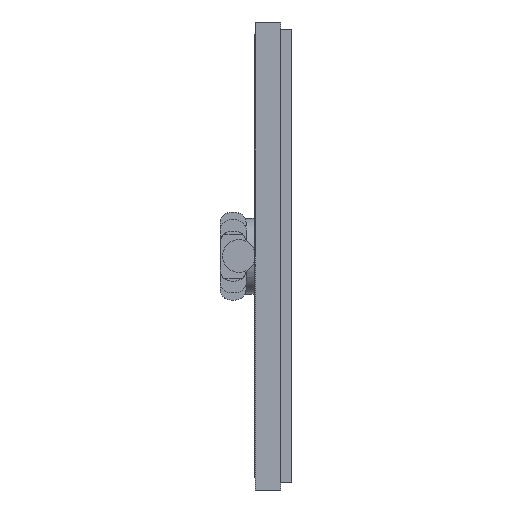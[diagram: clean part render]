
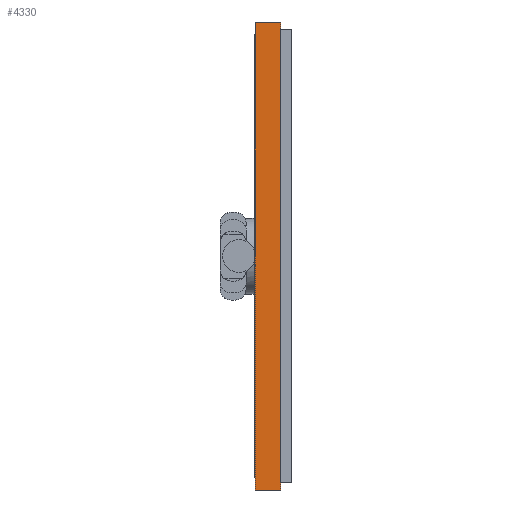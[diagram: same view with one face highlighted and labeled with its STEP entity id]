
A CAD part, left-side view. The second image highlights one B-rep face of the part: STEP entity #4330.
In plain terms, the highlighted planar face has unit normal (-1, 0, 0).
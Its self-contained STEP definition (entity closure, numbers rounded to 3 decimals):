
#12 = VERTEX_POINT ( 'NONE', #4463 ) ;
#21 = VECTOR ( 'NONE', #3360, 1000. ) ;
#48 = VECTOR ( 'NONE', #1668, 1000. ) ;
#99 = EDGE_CURVE ( 'NONE', #3319, #1906, #4245, .T. ) ;
#184 = VECTOR ( 'NONE', #1613, 1000. ) ;
#199 = AXIS2_PLACEMENT_3D ( 'NONE', #4502, #233, #2410 ) ;
#233 = DIRECTION ( 'NONE',  ( -1., 0., 0. ) ) ;
#259 = CARTESIAN_POINT ( 'NONE',  ( -65.989, 0., -8.001 ) ) ;
#447 = EDGE_CURVE ( 'NONE', #3948, #1906, #995, .T. ) ;
#632 = ORIENTED_EDGE ( 'NONE', *, *, #99, .T. ) ;
#852 = ORIENTED_EDGE ( 'NONE', *, *, #2070, .F. ) ;
#902 = CARTESIAN_POINT ( 'NONE',  ( -65.989, -0.864, -8.001 ) ) ;
#995 = LINE ( 'NONE', #259, #48 ) ;
#997 = EDGE_LOOP ( 'NONE', ( #4254, #852, #2055, #632 ) ) ;
#1190 = CARTESIAN_POINT ( 'NONE',  ( -65.989, -0.864, -8.001 ) ) ;
#1613 = DIRECTION ( 'NONE',  ( 0., 1., 0. ) ) ;
#1668 = DIRECTION ( 'NONE',  ( 0., 0., 1. ) ) ;
#1788 = DIRECTION ( 'NONE',  ( 0., 1., 0. ) ) ;
#1891 = EDGE_CURVE ( 'NONE', #12, #3319, #2833, .T. ) ;
#1906 = VERTEX_POINT ( 'NONE', #3724 ) ;
#2028 = LINE ( 'NONE', #902, #184 ) ;
#2055 = ORIENTED_EDGE ( 'NONE', *, *, #1891, .T. ) ;
#2070 = EDGE_CURVE ( 'NONE', #12, #3948, #2028, .T. ) ;
#2410 = DIRECTION ( 'NONE',  ( 0., 0., 1. ) ) ;
#2505 = CARTESIAN_POINT ( 'NONE',  ( -65.989, -0.864, 8.001 ) ) ;
#2833 = LINE ( 'NONE', #1190, #21 ) ;
#2910 = CARTESIAN_POINT ( 'NONE',  ( -65.989, 0., -8.001 ) ) ;
#3193 = CARTESIAN_POINT ( 'NONE',  ( -65.989, -0.864, 8.001 ) ) ;
#3319 = VERTEX_POINT ( 'NONE', #3193 ) ;
#3360 = DIRECTION ( 'NONE',  ( 0., 0., 1. ) ) ;
#3724 = CARTESIAN_POINT ( 'NONE',  ( -65.989, 0., 8.001 ) ) ;
#3948 = VERTEX_POINT ( 'NONE', #2910 ) ;
#4245 = LINE ( 'NONE', #2505, #4475 ) ;
#4254 = ORIENTED_EDGE ( 'NONE', *, *, #447, .F. ) ;
#4330 = ADVANCED_FACE ( 'NONE', ( #4556 ), #4518, .T. ) ;
#4463 = CARTESIAN_POINT ( 'NONE',  ( -65.989, -0.864, -8.001 ) ) ;
#4475 = VECTOR ( 'NONE', #1788, 1000. ) ;
#4502 = CARTESIAN_POINT ( 'NONE',  ( -65.989, -0.864, -8.001 ) ) ;
#4518 = PLANE ( 'NONE',  #199 ) ;
#4556 = FACE_OUTER_BOUND ( 'NONE', #997, .T. ) ;
